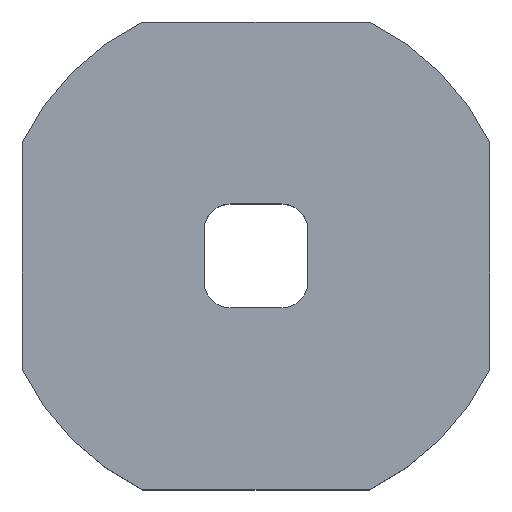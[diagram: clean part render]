
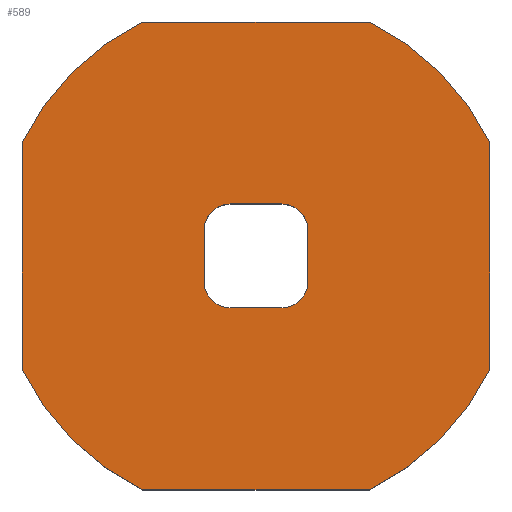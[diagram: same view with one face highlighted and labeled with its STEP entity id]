
A CAD part, top view. The second image highlights one B-rep face of the part: STEP entity #589.
In plain terms, the highlighted planar face has unit normal (0, 0, 1).
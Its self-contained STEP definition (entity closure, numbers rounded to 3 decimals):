
#18 = ORIENTED_EDGE ( 'NONE', *, *, #3574, .F. ) ;
#24 = DIRECTION ( 'NONE',  ( 1., 0., 0. ) ) ;
#25 = EDGE_CURVE ( 'NONE', #3575, #1992, #613, .T. ) ;
#37 = CIRCLE ( 'NONE', #2568, 50. ) ;
#42 = CIRCLE ( 'NONE', #543, 5. ) ;
#77 = EDGE_CURVE ( 'NONE', #2768, #177, #637, .T. ) ;
#84 = DIRECTION ( 'NONE',  ( 0., 1., 0. ) ) ;
#157 = VERTEX_POINT ( 'NONE', #1681 ) ;
#177 = VERTEX_POINT ( 'NONE', #3427 ) ;
#196 = ORIENTED_EDGE ( 'NONE', *, *, #77, .F. ) ;
#269 = DIRECTION ( 'NONE',  ( 0., 0., 1. ) ) ;
#283 = EDGE_CURVE ( 'NONE', #365, #3578, #1412, .T. ) ;
#351 = CARTESIAN_POINT ( 'NONE',  ( 5., -5., 32.5 ) ) ;
#356 = CARTESIAN_POINT ( 'NONE',  ( -21.794, 45., 32.5 ) ) ;
#365 = VERTEX_POINT ( 'NONE', #1515 ) ;
#375 = CIRCLE ( 'NONE', #1916, 5. ) ;
#428 = LINE ( 'NONE', #2572, #3684 ) ;
#435 = DIRECTION ( 'NONE',  ( 1., 0., 0. ) ) ;
#474 = CARTESIAN_POINT ( 'NONE',  ( 0., -45., 32.5 ) ) ;
#481 = EDGE_CURVE ( 'NONE', #2512, #2207, #428, .T. ) ;
#533 = EDGE_CURVE ( 'NONE', #2501, #157, #3120, .T. ) ;
#537 = EDGE_CURVE ( 'NONE', #2768, #2207, #37, .T. ) ;
#543 = AXIS2_PLACEMENT_3D ( 'NONE', #958, #1525, #1791 ) ;
#545 = CARTESIAN_POINT ( 'NONE',  ( -5., -5., 32.5 ) ) ;
#551 = VERTEX_POINT ( 'NONE', #2557 ) ;
#589 = ADVANCED_FACE ( 'NONE', ( #1990, #2629 ), #2613, .T. ) ;
#607 = CIRCLE ( 'NONE', #667, 50. ) ;
#613 = LINE ( 'NONE', #2699, #2979 ) ;
#637 = LINE ( 'NONE', #2136, #3540 ) ;
#641 = ORIENTED_EDGE ( 'NONE', *, *, #3001, .F. ) ;
#667 = AXIS2_PLACEMENT_3D ( 'NONE', #3077, #3311, #435 ) ;
#693 = DIRECTION ( 'NONE',  ( 0., -1., 0. ) ) ;
#719 = EDGE_CURVE ( 'NONE', #1692, #3575, #42, .T. ) ;
#765 = DIRECTION ( 'NONE',  ( 0., 0., 1. ) ) ;
#800 = VECTOR ( 'NONE', #1443, 1000. ) ;
#801 = LINE ( 'NONE', #1370, #800 ) ;
#855 = EDGE_CURVE ( 'NONE', #1254, #902, #3259, .T. ) ;
#858 = CARTESIAN_POINT ( 'NONE',  ( 45., 0., 32.5 ) ) ;
#902 = VERTEX_POINT ( 'NONE', #1597 ) ;
#932 = AXIS2_PLACEMENT_3D ( 'NONE', #351, #2380, #24 ) ;
#948 = ORIENTED_EDGE ( 'NONE', *, *, #719, .F. ) ;
#958 = CARTESIAN_POINT ( 'NONE',  ( -5., 5., 32.5 ) ) ;
#989 = EDGE_CURVE ( 'NONE', #1992, #1254, #1483, .T. ) ;
#1023 = AXIS2_PLACEMENT_3D ( 'NONE', #3811, #1159, #3490 ) ;
#1146 = CARTESIAN_POINT ( 'NONE',  ( 0., 0., 32.5 ) ) ;
#1159 = DIRECTION ( 'NONE',  ( 0., 0., 1. ) ) ;
#1184 = CARTESIAN_POINT ( 'NONE',  ( 10., 5., 32.5 ) ) ;
#1209 = DIRECTION ( 'NONE',  ( 1., 0., 0. ) ) ;
#1253 = EDGE_CURVE ( 'NONE', #551, #1650, #1556, .T. ) ;
#1254 = VERTEX_POINT ( 'NONE', #1266 ) ;
#1266 = CARTESIAN_POINT ( 'NONE',  ( -5., -10., 32.5 ) ) ;
#1370 = CARTESIAN_POINT ( 'NONE',  ( 5., 10., 32.5 ) ) ;
#1412 = LINE ( 'NONE', #858, #1787 ) ;
#1443 = DIRECTION ( 'NONE',  ( -1., 0., 0. ) ) ;
#1477 = DIRECTION ( 'NONE',  ( 1., 0., 0. ) ) ;
#1483 = CIRCLE ( 'NONE', #3472, 5. ) ;
#1488 = EDGE_LOOP ( 'NONE', ( #1710, #1666, #2707, #948, #641, #18, #3114, #3159 ) ) ;
#1515 = CARTESIAN_POINT ( 'NONE',  ( 45., -21.794, 32.5 ) ) ;
#1525 = DIRECTION ( 'NONE',  ( 0., 0., 1. ) ) ;
#1556 = LINE ( 'NONE', #2386, #3201 ) ;
#1597 = CARTESIAN_POINT ( 'NONE',  ( 5., -10., 32.5 ) ) ;
#1643 = CARTESIAN_POINT ( 'NONE',  ( -21.794, -45., 32.5 ) ) ;
#1650 = VERTEX_POINT ( 'NONE', #1184 ) ;
#1666 = ORIENTED_EDGE ( 'NONE', *, *, #989, .F. ) ;
#1681 = CARTESIAN_POINT ( 'NONE',  ( 21.794, -45., 32.5 ) ) ;
#1688 = CARTESIAN_POINT ( 'NONE',  ( 0., 0., 32.5 ) ) ;
#1692 = VERTEX_POINT ( 'NONE', #2810 ) ;
#1710 = ORIENTED_EDGE ( 'NONE', *, *, #855, .F. ) ;
#1723 = CARTESIAN_POINT ( 'NONE',  ( 0., 0., 32.5 ) ) ;
#1730 = CARTESIAN_POINT ( 'NONE',  ( 5., 5., 32.5 ) ) ;
#1734 = DIRECTION ( 'NONE',  ( 1., 0., 0. ) ) ;
#1776 = CARTESIAN_POINT ( 'NONE',  ( 5., 10., 32.5 ) ) ;
#1787 = VECTOR ( 'NONE', #1984, 1000. ) ;
#1791 = DIRECTION ( 'NONE',  ( 1., 0., 0. ) ) ;
#1799 = EDGE_CURVE ( 'NONE', #2512, #2501, #607, .T. ) ;
#1897 = EDGE_CURVE ( 'NONE', #3578, #177, #3251, .T. ) ;
#1908 = ORIENTED_EDGE ( 'NONE', *, *, #533, .T. ) ;
#1910 = DIRECTION ( 'NONE',  ( 0., 0., 1. ) ) ;
#1916 = AXIS2_PLACEMENT_3D ( 'NONE', #1730, #3767, #1477 ) ;
#1951 = DIRECTION ( 'NONE',  ( 0., 1., 0. ) ) ;
#1984 = DIRECTION ( 'NONE',  ( 0., 1., 0. ) ) ;
#1990 = FACE_OUTER_BOUND ( 'NONE', #3455, .T. ) ;
#1992 = VERTEX_POINT ( 'NONE', #2343 ) ;
#2010 = EDGE_CURVE ( 'NONE', #902, #551, #3781, .T. ) ;
#2045 = VERTEX_POINT ( 'NONE', #1776 ) ;
#2051 = EDGE_CURVE ( 'NONE', #157, #365, #3218, .T. ) ;
#2088 = DIRECTION ( 'NONE',  ( 0., 0., 1. ) ) ;
#2128 = CARTESIAN_POINT ( 'NONE',  ( -45., 21.794, 32.5 ) ) ;
#2136 = CARTESIAN_POINT ( 'NONE',  ( 0., 45., 32.5 ) ) ;
#2159 = ORIENTED_EDGE ( 'NONE', *, *, #1897, .T. ) ;
#2207 = VERTEX_POINT ( 'NONE', #2128 ) ;
#2308 = ORIENTED_EDGE ( 'NONE', *, *, #481, .F. ) ;
#2314 = CARTESIAN_POINT ( 'NONE',  ( 45., 21.794, 32.5 ) ) ;
#2343 = CARTESIAN_POINT ( 'NONE',  ( -10., -5., 32.5 ) ) ;
#2380 = DIRECTION ( 'NONE',  ( 0., 0., 1. ) ) ;
#2381 = VECTOR ( 'NONE', #2787, 1000. ) ;
#2386 = CARTESIAN_POINT ( 'NONE',  ( 10., -5., 32.5 ) ) ;
#2451 = ORIENTED_EDGE ( 'NONE', *, *, #2051, .T. ) ;
#2501 = VERTEX_POINT ( 'NONE', #1643 ) ;
#2512 = VERTEX_POINT ( 'NONE', #2818 ) ;
#2557 = CARTESIAN_POINT ( 'NONE',  ( 10., -5., 32.5 ) ) ;
#2560 = DIRECTION ( 'NONE',  ( 1., 0., 0. ) ) ;
#2568 = AXIS2_PLACEMENT_3D ( 'NONE', #1688, #1910, #3073 ) ;
#2572 = CARTESIAN_POINT ( 'NONE',  ( -45., 0., 32.5 ) ) ;
#2613 = PLANE ( 'NONE',  #1023 ) ;
#2629 = FACE_BOUND ( 'NONE', #1488, .T. ) ;
#2636 = VECTOR ( 'NONE', #2681, 1000. ) ;
#2681 = DIRECTION ( 'NONE',  ( 1., 0., 0. ) ) ;
#2699 = CARTESIAN_POINT ( 'NONE',  ( -10., 5., 32.5 ) ) ;
#2704 = ORIENTED_EDGE ( 'NONE', *, *, #537, .T. ) ;
#2707 = ORIENTED_EDGE ( 'NONE', *, *, #25, .F. ) ;
#2768 = VERTEX_POINT ( 'NONE', #356 ) ;
#2787 = DIRECTION ( 'NONE',  ( 1., 0., 0. ) ) ;
#2810 = CARTESIAN_POINT ( 'NONE',  ( -5., 10., 32.5 ) ) ;
#2818 = CARTESIAN_POINT ( 'NONE',  ( -45., -21.794, 32.5 ) ) ;
#2921 = DIRECTION ( 'NONE',  ( 1., 0., 0. ) ) ;
#2979 = VECTOR ( 'NONE', #693, 1000. ) ;
#3001 = EDGE_CURVE ( 'NONE', #2045, #1692, #801, .T. ) ;
#3052 = ORIENTED_EDGE ( 'NONE', *, *, #283, .T. ) ;
#3073 = DIRECTION ( 'NONE',  ( 1., 0., 0. ) ) ;
#3077 = CARTESIAN_POINT ( 'NONE',  ( 0., 0., 32.5 ) ) ;
#3114 = ORIENTED_EDGE ( 'NONE', *, *, #1253, .F. ) ;
#3120 = LINE ( 'NONE', #474, #2381 ) ;
#3159 = ORIENTED_EDGE ( 'NONE', *, *, #2010, .F. ) ;
#3198 = AXIS2_PLACEMENT_3D ( 'NONE', #1723, #765, #2560 ) ;
#3199 = ORIENTED_EDGE ( 'NONE', *, *, #1799, .T. ) ;
#3201 = VECTOR ( 'NONE', #84, 1000. ) ;
#3218 = CIRCLE ( 'NONE', #3412, 50. ) ;
#3251 = CIRCLE ( 'NONE', #3198, 50. ) ;
#3259 = LINE ( 'NONE', #3286, #2636 ) ;
#3286 = CARTESIAN_POINT ( 'NONE',  ( -5., -10., 32.5 ) ) ;
#3311 = DIRECTION ( 'NONE',  ( 0., 0., 1. ) ) ;
#3412 = AXIS2_PLACEMENT_3D ( 'NONE', #1146, #2088, #2921 ) ;
#3427 = CARTESIAN_POINT ( 'NONE',  ( 21.794, 45., 32.5 ) ) ;
#3455 = EDGE_LOOP ( 'NONE', ( #196, #2704, #2308, #3199, #1908, #2451, #3052, #2159 ) ) ;
#3472 = AXIS2_PLACEMENT_3D ( 'NONE', #545, #269, #1734 ) ;
#3490 = DIRECTION ( 'NONE',  ( 1., 0., 0. ) ) ;
#3540 = VECTOR ( 'NONE', #1209, 1000. ) ;
#3574 = EDGE_CURVE ( 'NONE', #1650, #2045, #375, .T. ) ;
#3575 = VERTEX_POINT ( 'NONE', #3821 ) ;
#3578 = VERTEX_POINT ( 'NONE', #2314 ) ;
#3684 = VECTOR ( 'NONE', #1951, 1000. ) ;
#3767 = DIRECTION ( 'NONE',  ( 0., 0., 1. ) ) ;
#3781 = CIRCLE ( 'NONE', #932, 5. ) ;
#3811 = CARTESIAN_POINT ( 'NONE',  ( 0., 0., 32.5 ) ) ;
#3821 = CARTESIAN_POINT ( 'NONE',  ( -10., 5., 32.5 ) ) ;
